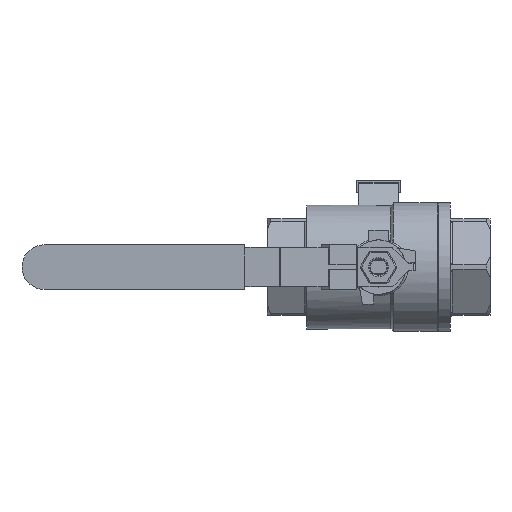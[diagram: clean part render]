
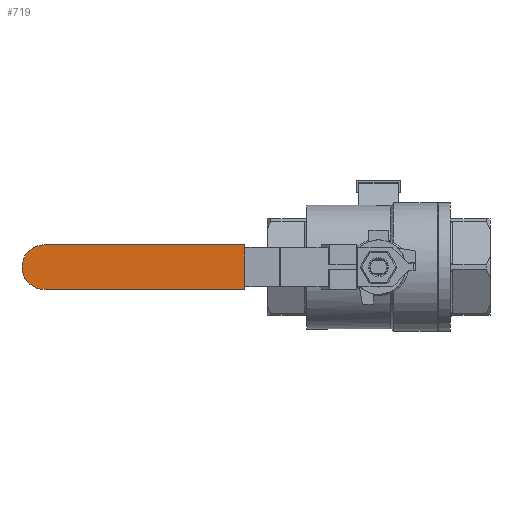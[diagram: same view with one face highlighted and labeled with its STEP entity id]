
A CAD part, left-side view. The second image highlights one B-rep face of the part: STEP entity #719.
In plain terms, the highlighted face is planar.
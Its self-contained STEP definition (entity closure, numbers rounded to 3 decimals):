
#719 = ADVANCED_FACE( '', ( #1468 ), #1469, .F. );
#1468 = FACE_OUTER_BOUND( '', #2669, .T. );
#1469 = PLANE( '', #2670 );
#2669 = EDGE_LOOP( '', ( #4695, #4696, #4697, #4698 ) );
#2670 = AXIS2_PLACEMENT_3D( '', #4699, #4700, #4701 );
#4695 = ORIENTED_EDGE( '', *, *, #5422, .T. );
#4696 = ORIENTED_EDGE( '', *, *, #5590, .T. );
#4697 = ORIENTED_EDGE( '', *, *, #5052, .T. );
#4698 = ORIENTED_EDGE( '', *, *, #5568, .F. );
#4699 = CARTESIAN_POINT( '', ( -9., 90., 2.5 ) );
#4700 = DIRECTION( '', ( 0., 0., -1. ) );
#4701 = DIRECTION( '', ( -1., 0., 0. ) );
#5052 = EDGE_CURVE( '', #6058, #6062, #6064, .T. );
#5422 = EDGE_CURVE( '', #6615, #6616, #6617, .F. );
#5568 = EDGE_CURVE( '', #6615, #6062, #6786, .T. );
#5590 = EDGE_CURVE( '', #6616, #6058, #6809, .T. );
#6058 = VERTEX_POINT( '', #7712 );
#6062 = VERTEX_POINT( '', #7718 );
#6064 = LINE( '', #7721, #7722 );
#6615 = VERTEX_POINT( '', #9303 );
#6616 = VERTEX_POINT( '', #9304 );
#6617 = CIRCLE( '', #9305, 9. );
#6786 = LINE( '', #9641, #9642 );
#6809 = LINE( '', #9670, #9671 );
#7712 = CARTESIAN_POINT( '', ( -9., 0., 2.5 ) );
#7718 = CARTESIAN_POINT( '', ( 9., 0., 2.5 ) );
#7721 = CARTESIAN_POINT( '', ( -9., 0., 2.5 ) );
#7722 = VECTOR( '', #9971, 1000. );
#9303 = CARTESIAN_POINT( '', ( 9., 81., 2.5 ) );
#9304 = CARTESIAN_POINT( '', ( -9., 81., 2.5 ) );
#9305 = AXIS2_PLACEMENT_3D( '', #10366, #10367, #10368 );
#9641 = CARTESIAN_POINT( '', ( 9., 90., 2.5 ) );
#9642 = VECTOR( '', #10479, 1000. );
#9670 = CARTESIAN_POINT( '', ( -9., 90., 2.5 ) );
#9671 = VECTOR( '', #10485, 1000. );
#9971 = DIRECTION( '', ( 1., 0., 0. ) );
#10366 = CARTESIAN_POINT( '', ( 0., 81., 2.5 ) );
#10367 = DIRECTION( '', ( 0., 0., -1. ) );
#10368 = DIRECTION( '', ( -1., 0., 0. ) );
#10479 = DIRECTION( '', ( 0., -1., 0. ) );
#10485 = DIRECTION( '', ( 0., -1., 0. ) );
